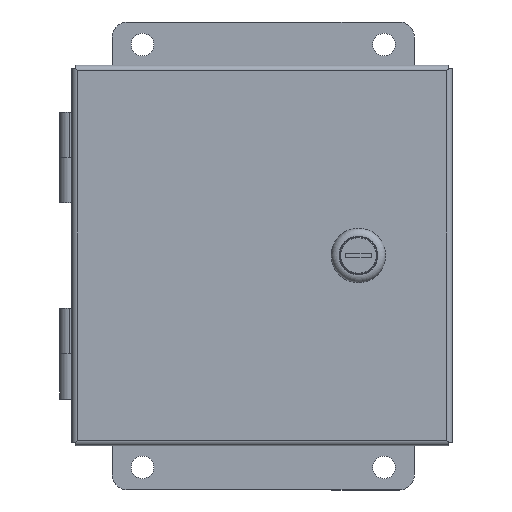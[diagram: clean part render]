
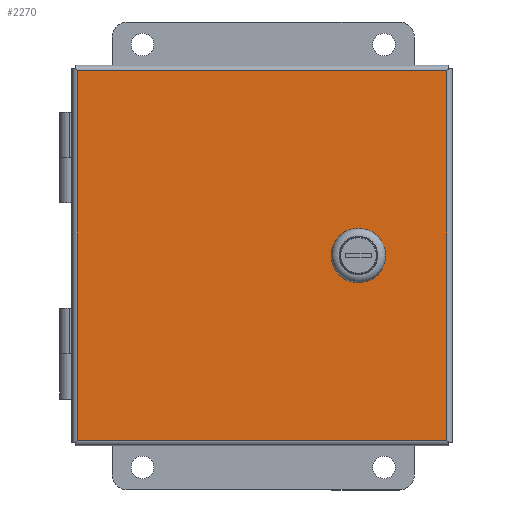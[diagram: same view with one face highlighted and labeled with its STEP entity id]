
A CAD part, top view. The second image highlights one B-rep face of the part: STEP entity #2270.
In plain terms, the highlighted face is planar.
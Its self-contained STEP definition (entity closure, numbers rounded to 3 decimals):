
#2270 = ADVANCED_FACE( '', ( #5422, #5423 ), #5424, .T. );
#5422 = FACE_BOUND( '', #11984, .T. );
#5423 = FACE_OUTER_BOUND( '', #11985, .T. );
#5424 = PLANE( '', #11986 );
#11984 = EDGE_LOOP( '', ( #43505, #43506, #43507, #43508 ) );
#11985 = EDGE_LOOP( '', ( #43509, #43510, #43511, #43512 ) );
#11986 = AXIS2_PLACEMENT_3D( '', #43513, #43514, #43515 );
#43505 = ORIENTED_EDGE( '', *, *, #56192, .F. );
#43506 = ORIENTED_EDGE( '', *, *, #56437, .F. );
#43507 = ORIENTED_EDGE( '', *, *, #56438, .F. );
#43508 = ORIENTED_EDGE( '', *, *, #56439, .F. );
#43509 = ORIENTED_EDGE( '', *, *, #56440, .T. );
#43510 = ORIENTED_EDGE( '', *, *, #56441, .F. );
#43511 = ORIENTED_EDGE( '', *, *, #56442, .T. );
#43512 = ORIENTED_EDGE( '', *, *, #56443, .T. );
#43513 = CARTESIAN_POINT( '', ( -80.01, 0., -80.01 ) );
#43514 = DIRECTION( '', ( 0., -1., 0. ) );
#43515 = DIRECTION( '', ( 0., 0., -1. ) );
#56192 = EDGE_CURVE( '', #60995, #60997, #60998, .T. );
#56437 = EDGE_CURVE( '', #61412, #60995, #61413, .T. );
#56438 = EDGE_CURVE( '', #61414, #61412, #61415, .T. );
#56439 = EDGE_CURVE( '', #60997, #61414, #61416, .T. );
#56440 = EDGE_CURVE( '', #61417, #61418, #61419, .T. );
#56441 = EDGE_CURVE( '', #61420, #61418, #61421, .T. );
#56442 = EDGE_CURVE( '', #61420, #60676, #61422, .T. );
#56443 = EDGE_CURVE( '', #60676, #61417, #61423, .T. );
#60676 = VERTEX_POINT( '', #67898 );
#60995 = VERTEX_POINT( '', #68613 );
#60997 = VERTEX_POINT( '', #68616 );
#60998 = CIRCLE( '', #68617, 9.716 );
#61412 = VERTEX_POINT( '', #69660 );
#61413 = LINE( '', #69661, #69662 );
#61414 = VERTEX_POINT( '', #69663 );
#61415 = CIRCLE( '', #69664, 9.716 );
#61416 = LINE( '', #69665, #69666 );
#61417 = VERTEX_POINT( '', #69667 );
#61418 = VERTEX_POINT( '', #69668 );
#61419 = LINE( '', #69669, #69670 );
#61420 = VERTEX_POINT( '', #69671 );
#61421 = LINE( '', #69672, #69673 );
#61422 = LINE( '', #69674, #69675 );
#61423 = LINE( '', #69676, #69677 );
#67898 = CARTESIAN_POINT( '', ( -77.673, 0., -77.673 ) );
#68613 = CARTESIAN_POINT( '', ( 48.641, 0., 5.322 ) );
#68616 = CARTESIAN_POINT( '', ( 32.385, 0., 5.322 ) );
#68617 = AXIS2_PLACEMENT_3D( '', #84440, #84441, #84442 );
#69660 = CARTESIAN_POINT( '', ( 48.641, 0., -5.322 ) );
#69661 = CARTESIAN_POINT( '', ( 48.641, 0., 5.322 ) );
#69662 = VECTOR( '', #84670, 1000. );
#69663 = CARTESIAN_POINT( '', ( 32.385, 0., -5.322 ) );
#69664 = AXIS2_PLACEMENT_3D( '', #84671, #84672, #84673 );
#69665 = CARTESIAN_POINT( '', ( 32.385, 0., 5.322 ) );
#69666 = VECTOR( '', #84674, 1000. );
#69667 = CARTESIAN_POINT( '', ( 77.673, 0., -77.673 ) );
#69668 = CARTESIAN_POINT( '', ( 77.673, 0., 77.673 ) );
#69669 = CARTESIAN_POINT( '', ( 77.673, 0., 77.673 ) );
#69670 = VECTOR( '', #84675, 1000. );
#69671 = CARTESIAN_POINT( '', ( -77.673, 0., 77.673 ) );
#69672 = CARTESIAN_POINT( '', ( -77.673, 0., 77.673 ) );
#69673 = VECTOR( '', #84676, 1000. );
#69674 = CARTESIAN_POINT( '', ( -77.673, 0., -80.01 ) );
#69675 = VECTOR( '', #84677, 1000. );
#69676 = CARTESIAN_POINT( '', ( 80.01, 0., -77.673 ) );
#69677 = VECTOR( '', #84678, 1000. );
#84440 = CARTESIAN_POINT( '', ( 40.513, 0., 0. ) );
#84441 = DIRECTION( '', ( 0., -1., 0. ) );
#84442 = DIRECTION( '', ( 1., 0., 0. ) );
#84670 = DIRECTION( '', ( 0., 0., 1. ) );
#84671 = CARTESIAN_POINT( '', ( 40.513, 0., 0. ) );
#84672 = DIRECTION( '', ( 0., -1., 0. ) );
#84673 = DIRECTION( '', ( 1., 0., 0. ) );
#84674 = DIRECTION( '', ( 0., 0., -1. ) );
#84675 = DIRECTION( '', ( 0., 0., 1. ) );
#84676 = DIRECTION( '', ( 1., 0., 0. ) );
#84677 = DIRECTION( '', ( 0., 0., -1. ) );
#84678 = DIRECTION( '', ( 1., 0., 0. ) );
